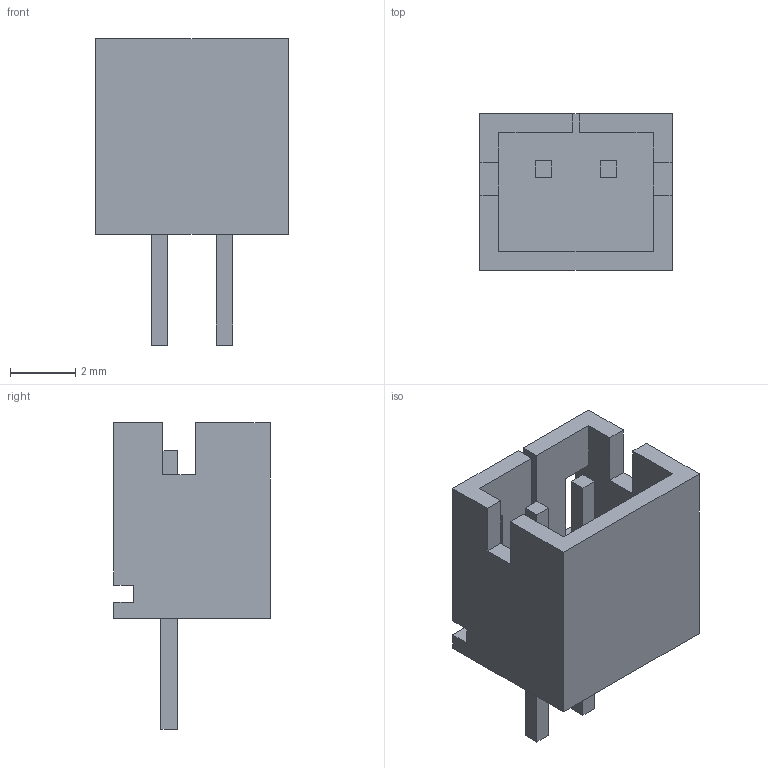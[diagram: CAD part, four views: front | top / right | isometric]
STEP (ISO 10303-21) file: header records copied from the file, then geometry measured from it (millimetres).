
FILE_DESCRIPTION (( 'STEP AP214' ), '1' );
FILE_NAME ('JST-2-PTH-straight.STEP', '2018-10-06T00:04:48', ( 'Windows User' ), ( 'Colorado State University' ), 'SwSTEP 2.0', 'SolidWorks 2018', '' );
FILE_SCHEMA (( 'AUTOMOTIVE_DESIGN' ));
Length unit declared in the file: millimetre
Products named in the file (1): JST-2-PTH-straight
Bounding box: 5.9 x 4.8 x 9.4 mm (x, y, z)
Volume: 97.7 mm3; surface area: 288.2 mm2
Topology: 2 solids, 2 shells, 46 faces, 126 edges, 84 vertices
Faces by surface type: plane 46
Entity records: 1657 total; most frequent: CARTESIAN_POINT 257, ORIENTED_EDGE 252, DIRECTION 220, VECTOR 126, EDGE_CURVE 126, LINE 126, VERTEX_POINT 84, EDGE_LOOP 50
